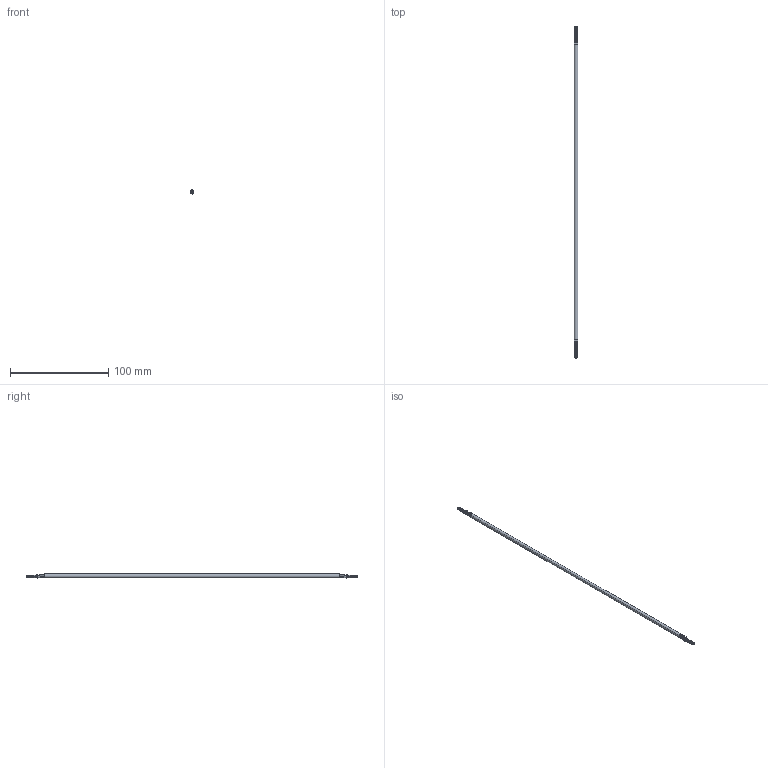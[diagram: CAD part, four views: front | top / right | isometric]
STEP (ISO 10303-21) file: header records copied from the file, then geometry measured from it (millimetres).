
FILE_DESCRIPTION(/* description */ ('Unknown'),/* implementation_level */ '2;1');
FILE_NAME(/* name */ '657657612030',/* time_stamp */ '2022-10-05T11:54:53+02:00',/* author */ ('Unknown'),/* organization */ ('Unknown'),/* preprocessor_version */ 'ST-DEVELOPER v18.102',/* originating_system */ 'Solid Edge',/* authorisation */ 'Unknown');
FILE_SCHEMA (('AUTOMOTIVE_DESIGN {1 0 10303 214 3 1 1}'));
Length unit declared in the file: millimetre
Products named in the file (3): 657657612030; Wire 12AWG Black_UL1015; 65730613722DEC
Assembly tree (3 placements, depth 2):
  657657612030
    Wire 12AWG Black_UL1015
    65730613722DEC  x2
Bounding box: 4 x 337.28 x 4.24 mm (x, y, z)
Volume: 3431.2 mm3; surface area: 22495.5 mm2
Topology: 67 solids, 67 shells, 854 faces, 2068 edges, 1338 vertices
Faces by surface type: plane 496, cylinder 322, bspline 36
Full cylindrical faces by diameter (mm): 0.254 x64, 2.45 x1, 4 x1
Entity records: 14633 total; most frequent: CARTESIAN_POINT 2843, DIRECTION 2384, ORIENTED_EDGE 2134, EDGE_CURVE 1067, AXIS2_PLACEMENT_3D 876, VERTEX_POINT 735, LINE 632, VECTOR 632
